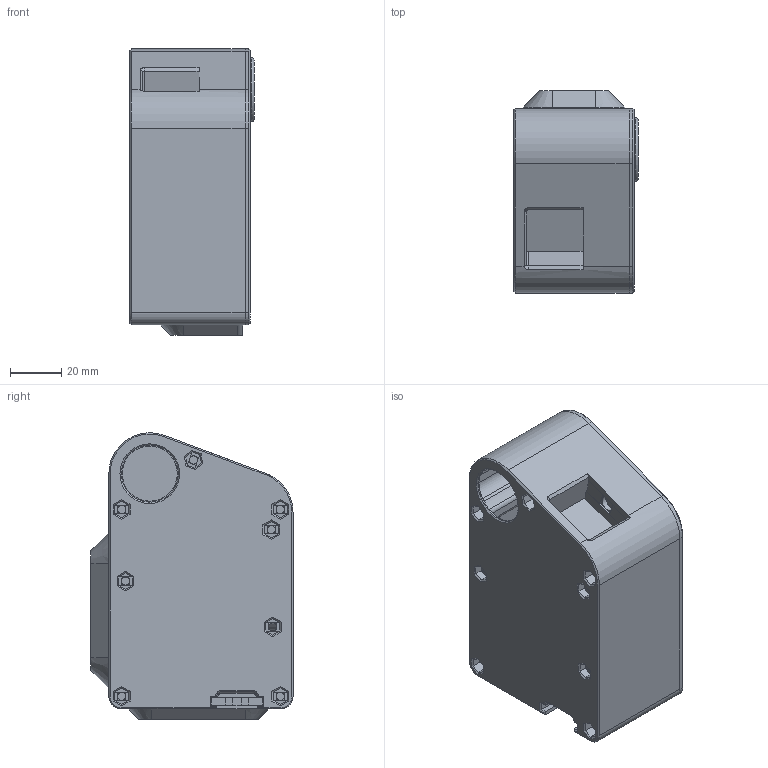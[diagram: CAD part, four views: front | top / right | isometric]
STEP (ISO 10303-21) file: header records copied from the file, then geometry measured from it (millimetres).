
FILE_DESCRIPTION(/* description */ (''),/* implementation_level */ '2;1');
FILE_NAME(/* name */ 'OBS-C-002 v32.step',/* time_stamp */ '2021-02-11T13:49:22+01:00',/* author */ (''),/* organization */ (''),/* preprocessor_version */ 'ST-DEVELOPER v18.1',/* originating_system */ 'Autodesk Translation Framework v9.7.1.1290',/* authorisation */ '');
FILE_SCHEMA (('AUTOMOTIVE_DESIGN { 1 0 10303 214 3 1 1 }'));
Length unit declared in the file: millimetre
Products named in the file (5): OBS-C-002; 18650 LiIon; OBS-C-001; OBS-C-002 v1 (1); JSN-SR04T-ph
Assembly tree (4 placements, depth 2):
  OBS-C-002
    18650 LiIon
    OBS-C-001
    OBS-C-002 v1 (1)
    JSN-SR04T-ph
Bounding box: 48.48 x 79 x 111.99 mm (x, y, z)
Volume: 102833 mm3; surface area: 74769.5 mm2
Topology: 4 solids, 4 shells, 1037 faces, 2759 edges, 1765 vertices
Faces by surface type: plane 651, bspline 173, cylinder 149, cone 56, torus 8
Full cylindrical faces by diameter (mm): 3.2 x16, 6 x1, 18.1 x1, 21.5 x1, 22.3 x2, 23.3 x1, 25 x1
Entity records: 33215 total; most frequent: CARTESIAN_POINT 7969, ORIENTED_EDGE 5518, DIRECTION 4557, EDGE_CURVE 2759, LINE 2017, VECTOR 2017, VERTEX_POINT 1765, AXIS2_PLACEMENT_3D 1270
